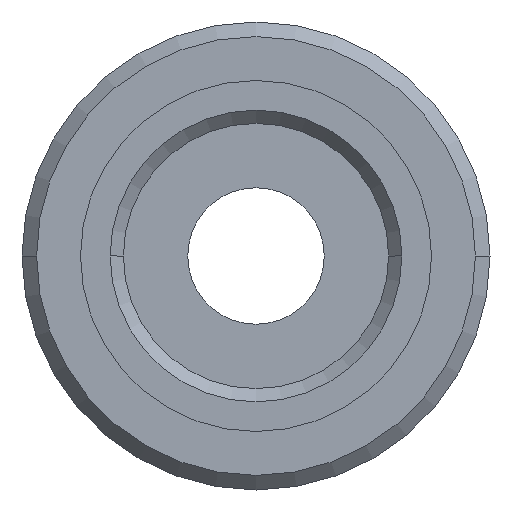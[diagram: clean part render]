
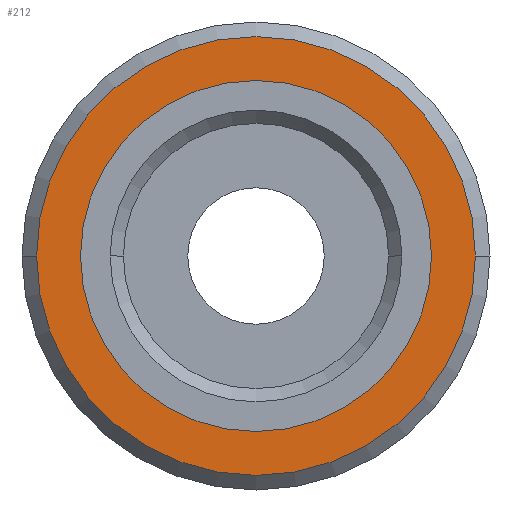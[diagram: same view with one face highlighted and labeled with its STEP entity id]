
A CAD part, front view. The second image highlights one B-rep face of the part: STEP entity #212.
In plain terms, the highlighted planar face has unit normal (0, -1, 0).
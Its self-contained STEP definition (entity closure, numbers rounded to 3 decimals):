
#212=ADVANCED_FACE('',(#438,#439),#440,.T.);
#438=FACE_BOUND('',#669,.T.);
#439=FACE_OUTER_BOUND('',#670,.T.);
#440=PLANE('',#671);
#669=EDGE_LOOP('',(#1182,#1183));
#670=EDGE_LOOP('',(#1184,#1185));
#671=AXIS2_PLACEMENT_3D('',#1186,#1187,#1188);
#1182=ORIENTED_EDGE('',*,*,#1457,.T.);
#1183=ORIENTED_EDGE('',*,*,#1440,.T.);
#1184=ORIENTED_EDGE('',*,*,#1287,.F.);
#1185=ORIENTED_EDGE('',*,*,#1311,.F.);
#1186=CARTESIAN_POINT('',(5.625,0.1,0.0));
#1187=DIRECTION('',(-0.0,-1.0,-0.0));
#1188=DIRECTION('',(-1.0,0.0,0.0));
#1287=EDGE_CURVE('',#1508,#1511,#1512,.T.);
#1311=EDGE_CURVE('',#1511,#1508,#1551,.T.);
#1440=EDGE_CURVE('',#1732,#1734,#1736,.T.);
#1457=EDGE_CURVE('',#1734,#1732,#1755,.T.);
#1508=VERTEX_POINT('',#1812);
#1511=VERTEX_POINT('',#1816);
#1512=CIRCLE('',#1817,11.25);
#1551=CIRCLE('',#1863,11.25);
#1732=VERTEX_POINT('',#2074);
#1734=VERTEX_POINT('',#2077);
#1736=CIRCLE('',#2080,9.0);
#1755=CIRCLE('',#2103,9.0);
#1812=CARTESIAN_POINT('',(11.25,0.1,0.0));
#1816=CARTESIAN_POINT('',(-11.25,0.1,0.));
#1817=AXIS2_PLACEMENT_3D('',#2155,#2156,#2157);
#1863=AXIS2_PLACEMENT_3D('',#2198,#2199,#2200);
#2074=CARTESIAN_POINT('',(9.0,0.1,0.));
#2077=CARTESIAN_POINT('',(-9.0,0.1,0.));
#2080=AXIS2_PLACEMENT_3D('',#2413,#2414,#2415);
#2103=AXIS2_PLACEMENT_3D('',#2435,#2436,#2437);
#2155=CARTESIAN_POINT('',(0.0,0.1,0.0));
#2156=DIRECTION('',(-0.0,1.0,0.0));
#2157=DIRECTION('',(1.0,0.0,0.0));
#2198=CARTESIAN_POINT('',(0.0,0.1,0.0));
#2199=DIRECTION('',(-0.0,1.0,0.0));
#2200=DIRECTION('',(1.0,0.0,0.0));
#2413=CARTESIAN_POINT('',(0.0,0.1,0.0));
#2414=DIRECTION('',(-0.0,1.0,0.0));
#2415=DIRECTION('',(1.0,0.0,0.0));
#2435=CARTESIAN_POINT('',(0.0,0.1,0.0));
#2436=DIRECTION('',(-0.0,1.0,0.0));
#2437=DIRECTION('',(1.0,0.0,0.0));
